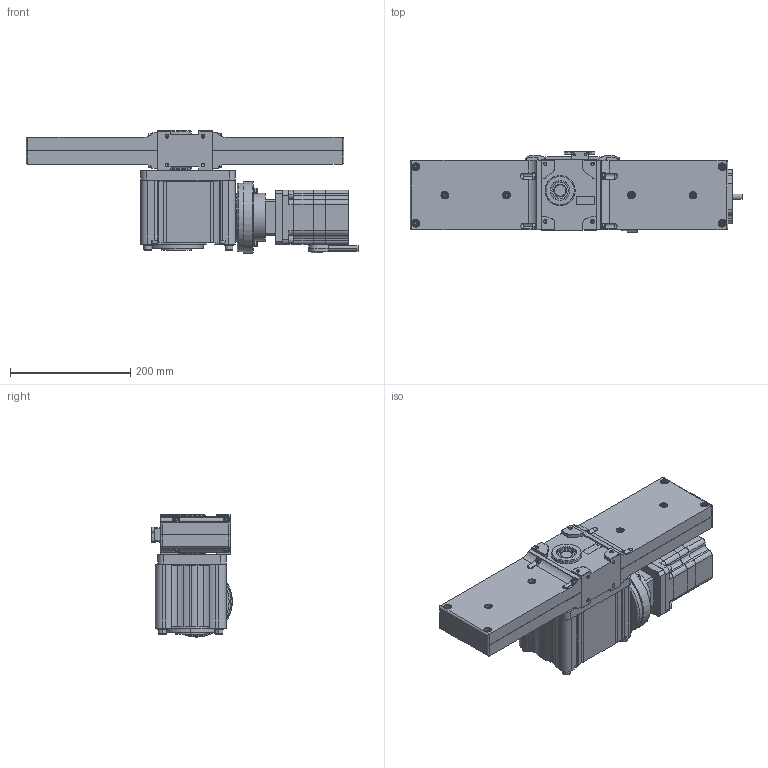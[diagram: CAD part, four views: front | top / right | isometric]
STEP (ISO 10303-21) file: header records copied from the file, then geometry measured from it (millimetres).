
FILE_DESCRIPTION (( 'STEP AP203' ), '1' );
FILE_NAME ('ZCA35K_BLV_750st.STEP', '2025-01-23T07:03:33', ( '' ), ( '' ), 'SwSTEP 2.0', 'SolidWorks 2019', '' );
FILE_SCHEMA (( 'CONFIG_CONTROL_DESIGN' ));
Length unit declared in the file: millimetre
Products named in the file (1): ZCA35K_BLV_750st
Bounding box: 552.54 x 134.5 x 203.5 mm (x, y, z)
Volume: 6319898.6 mm3; surface area: 544921.9 mm2
Topology: 17 solids, 17 shells, 2138 faces, 5167 edges, 3217 vertices
Faces by surface type: plane 950, cylinder 732, cone 334, torus 108, sphere 8, bspline 6
Entity records: 64067 total; most frequent: CARTESIAN_POINT 13107, DIRECTION 11159, ORIENTED_EDGE 10190, EDGE_CURVE 5095, AXIS2_PLACEMENT_3D 4142, VERTEX_POINT 3213, LINE 2875, VECTOR 2875
